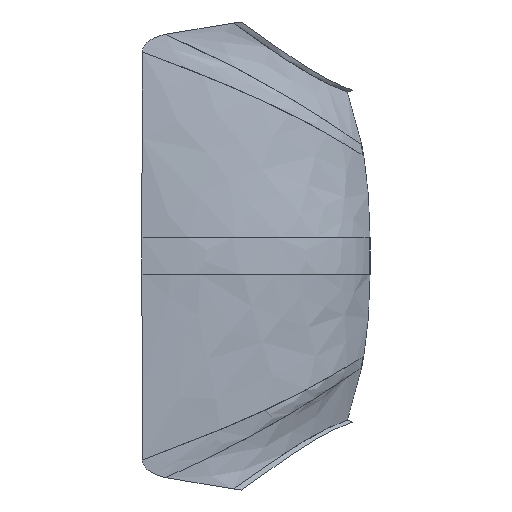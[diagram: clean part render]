
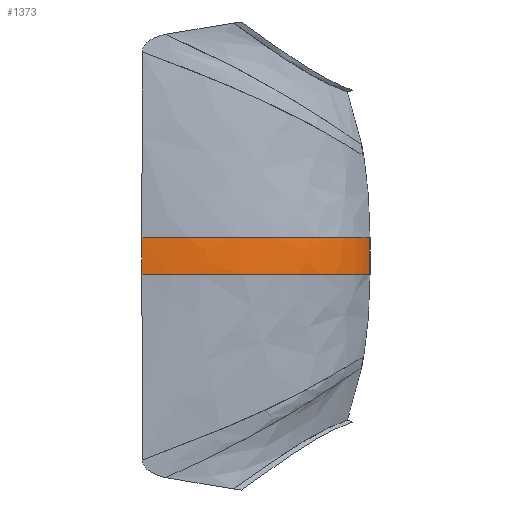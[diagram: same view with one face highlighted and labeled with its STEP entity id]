
A CAD part, top view. The second image highlights one B-rep face of the part: STEP entity #1373.
In plain terms, the highlighted free-form (B-spline) face has degree [5, 3] with [15, 4] control points.
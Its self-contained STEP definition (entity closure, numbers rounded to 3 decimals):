
#1373 = ADVANCED_FACE('',(#1374),#1434,.T.);
#1374 = FACE_BOUND('',#1375,.T.);
#1375 = EDGE_LOOP('',(#1376,#1398,#1407,#1427));
#1376 = ORIENTED_EDGE('',*,*,#1377,.T.);
#1377 = EDGE_CURVE('',#1378,#1380,#1382,.T.);
#1378 = VERTEX_POINT('',#1379);
#1379 = CARTESIAN_POINT('',(-210.655,77.589,
    1013.566));
#1380 = VERTEX_POINT('',#1381);
#1381 = CARTESIAN_POINT('',(748.715,77.572,
    581.101));
#1382 = B_SPLINE_CURVE_WITH_KNOTS('',5,(#1383,#1384,#1385,#1386,#1387,
    #1388,#1389,#1390,#1391,#1392,#1393,#1394,#1395,#1396,#1397),
  .UNSPECIFIED.,.F.,.F.,(6,3,3,3,6),(0.,245.906,645.821,
    809.267,1005.64),.UNSPECIFIED.);
#1383 = CARTESIAN_POINT('',(-210.655,77.589,
    1013.566));
#1384 = CARTESIAN_POINT('',(-156.186,77.579,
    1016.686));
#1385 = CARTESIAN_POINT('',(-101.507,77.558,
    1016.15));
#1386 = CARTESIAN_POINT('',(-47.225,77.542,
    1012.881));
#1387 = CARTESIAN_POINT('',(95.25,77.494,
    997.603));
#1388 = CARTESIAN_POINT('',(235.149,77.438,
    965.512));
#1389 = CARTESIAN_POINT('',(320.019,77.397,
    939.574));
#1390 = CARTESIAN_POINT('',(436.687,77.319,
    892.995));
#1391 = CARTESIAN_POINT('',(542.855,77.307,
    827.343));
#1392 = CARTESIAN_POINT('',(572.567,77.312,
    806.513));
#1393 = CARTESIAN_POINT('',(634.695,77.353,
    756.378));
#1394 = CARTESIAN_POINT('',(687.465,77.446,
    696.329));
#1395 = CARTESIAN_POINT('',(712.665,77.509,
    660.476));
#1396 = CARTESIAN_POINT('',(733.192,77.55,
    621.744));
#1397 = CARTESIAN_POINT('',(748.715,77.572,
    581.101));
#1398 = ORIENTED_EDGE('',*,*,#1399,.T.);
#1399 = EDGE_CURVE('',#1380,#1400,#1402,.T.);
#1400 = VERTEX_POINT('',#1401);
#1401 = CARTESIAN_POINT('',(748.715,-77.572,
    581.101));
#1402 = B_SPLINE_CURVE_WITH_KNOTS('',3,(#1403,#1404,#1405,#1406),
  .UNSPECIFIED.,.F.,.F.,(4,4),(0.,139.993),
  .PIECEWISE_BEZIER_KNOTS.);
#1403 = CARTESIAN_POINT('',(748.715,77.572,
    581.101));
#1404 = CARTESIAN_POINT('',(749.249,25.889,
    583.784));
#1405 = CARTESIAN_POINT('',(749.249,-25.889,
    583.784));
#1406 = CARTESIAN_POINT('',(748.715,-77.572,
    581.101));
#1407 = ORIENTED_EDGE('',*,*,#1408,.T.);
#1408 = EDGE_CURVE('',#1400,#1409,#1411,.T.);
#1409 = VERTEX_POINT('',#1410);
#1410 = CARTESIAN_POINT('',(-210.655,-77.589,
    1013.566));
#1411 = B_SPLINE_CURVE_WITH_KNOTS('',5,(#1412,#1413,#1414,#1415,#1416,
    #1417,#1418,#1419,#1420,#1421,#1422,#1423,#1424,#1425,#1426),
  .UNSPECIFIED.,.F.,.F.,(6,3,3,3,6),(0.,196.373,359.819,
    759.734,1005.64),.UNSPECIFIED.);
#1412 = CARTESIAN_POINT('',(748.715,-77.572,
    581.101));
#1413 = CARTESIAN_POINT('',(733.192,-77.55,
    621.744));
#1414 = CARTESIAN_POINT('',(712.665,-77.509,
    660.476));
#1415 = CARTESIAN_POINT('',(687.465,-77.446,
    696.329));
#1416 = CARTESIAN_POINT('',(634.695,-77.353,
    756.378));
#1417 = CARTESIAN_POINT('',(572.567,-77.312,
    806.513));
#1418 = CARTESIAN_POINT('',(542.855,-77.307,
    827.343));
#1419 = CARTESIAN_POINT('',(436.687,-77.319,
    892.995));
#1420 = CARTESIAN_POINT('',(320.019,-77.397,939.574
    ));
#1421 = CARTESIAN_POINT('',(235.149,-77.438,
    965.512));
#1422 = CARTESIAN_POINT('',(95.25,-77.494,
    997.603));
#1423 = CARTESIAN_POINT('',(-47.225,-77.542,
    1012.881));
#1424 = CARTESIAN_POINT('',(-101.507,-77.558,
    1016.15));
#1425 = CARTESIAN_POINT('',(-156.186,-77.579,
    1016.686));
#1426 = CARTESIAN_POINT('',(-210.655,-77.589,
    1013.566));
#1427 = ORIENTED_EDGE('',*,*,#1428,.T.);
#1428 = EDGE_CURVE('',#1409,#1378,#1429,.T.);
#1429 = B_SPLINE_CURVE_WITH_KNOTS('',3,(#1430,#1431,#1432,#1433),
  .UNSPECIFIED.,.F.,.F.,(4,4),(0.,139.993),
  .PIECEWISE_BEZIER_KNOTS.);
#1430 = CARTESIAN_POINT('',(-210.655,-77.589,
    1013.566));
#1431 = CARTESIAN_POINT('',(-210.656,-25.861,
    1014.018));
#1432 = CARTESIAN_POINT('',(-210.656,25.861,
    1014.018));
#1433 = CARTESIAN_POINT('',(-210.655,77.589,
    1013.566));
#1434 = B_SPLINE_SURFACE_WITH_KNOTS('',5,3,(
    (#1435,#1436,#1437,#1438)
    ,(#1439,#1440,#1441,#1442)
    ,(#1443,#1444,#1445,#1446)
    ,(#1447,#1448,#1449,#1450)
    ,(#1451,#1452,#1453,#1454)
    ,(#1455,#1456,#1457,#1458)
    ,(#1459,#1460,#1461,#1462)
    ,(#1463,#1464,#1465,#1466)
    ,(#1467,#1468,#1469,#1470)
    ,(#1471,#1472,#1473,#1474)
    ,(#1475,#1476,#1477,#1478)
    ,(#1479,#1480,#1481,#1482)
    ,(#1483,#1484,#1485,#1486)
    ,(#1487,#1488,#1489,#1490)
    ,(#1491,#1492,#1493,#1494
    )),.UNSPECIFIED.,.F.,.F.,.F.,(6,3,3,3,6),(4,4),(0.,245.906,
    645.821,809.267,1005.64),(0.,139.993),
  .UNSPECIFIED.);
#1435 = CARTESIAN_POINT('',(-210.655,77.589,
    1013.566));
#1436 = CARTESIAN_POINT('',(-210.656,25.861,
    1014.018));
#1437 = CARTESIAN_POINT('',(-210.656,-25.861,
    1014.018));
#1438 = CARTESIAN_POINT('',(-210.655,-77.589,
    1013.566));
#1439 = CARTESIAN_POINT('',(-156.186,77.579,
    1016.686));
#1440 = CARTESIAN_POINT('',(-156.316,25.852,
    1017.824));
#1441 = CARTESIAN_POINT('',(-156.316,-25.852,
    1017.824));
#1442 = CARTESIAN_POINT('',(-156.186,-77.579,
    1016.686));
#1443 = CARTESIAN_POINT('',(-101.507,77.558,
    1016.15));
#1444 = CARTESIAN_POINT('',(-101.665,25.829,
    1017.799));
#1445 = CARTESIAN_POINT('',(-101.665,-25.829,
    1017.799));
#1446 = CARTESIAN_POINT('',(-101.507,-77.558,
    1016.15));
#1447 = CARTESIAN_POINT('',(-47.225,77.542,
    1012.881));
#1448 = CARTESIAN_POINT('',(-47.371,25.81,
    1014.927));
#1449 = CARTESIAN_POINT('',(-47.371,-25.81,
    1014.927));
#1450 = CARTESIAN_POINT('',(-47.225,-77.542,
    1012.881));
#1451 = CARTESIAN_POINT('',(95.25,77.494,
    997.603));
#1452 = CARTESIAN_POINT('',(95.21,25.756,
    1000.574));
#1453 = CARTESIAN_POINT('',(95.21,-25.756,
    1000.574));
#1454 = CARTESIAN_POINT('',(95.25,-77.494,
    997.603));
#1455 = CARTESIAN_POINT('',(235.149,77.438,
    965.512));
#1456 = CARTESIAN_POINT('',(235.435,25.688,
    969.284));
#1457 = CARTESIAN_POINT('',(235.435,-25.688,
    969.284));
#1458 = CARTESIAN_POINT('',(235.149,-77.438,
    965.512));
#1459 = CARTESIAN_POINT('',(320.019,77.397,
    939.574));
#1460 = CARTESIAN_POINT('',(320.59,25.634,
    943.92));
#1461 = CARTESIAN_POINT('',(320.59,-25.634,
    943.92));
#1462 = CARTESIAN_POINT('',(320.019,-77.397,939.574
    ));
#1463 = CARTESIAN_POINT('',(436.687,77.319,
    892.995));
#1464 = CARTESIAN_POINT('',(438.001,25.525,
    898.103));
#1465 = CARTESIAN_POINT('',(438.001,-25.525,
    898.103));
#1466 = CARTESIAN_POINT('',(436.687,-77.319,
    892.995));
#1467 = CARTESIAN_POINT('',(542.855,77.307,
    827.343));
#1468 = CARTESIAN_POINT('',(544.75,25.519,
    832.435));
#1469 = CARTESIAN_POINT('',(544.75,-25.519,
    832.435));
#1470 = CARTESIAN_POINT('',(542.855,-77.307,
    827.343));
#1471 = CARTESIAN_POINT('',(572.567,77.312,
    806.513));
#1472 = CARTESIAN_POINT('',(574.596,25.531,
    811.515));
#1473 = CARTESIAN_POINT('',(574.596,-25.531,
    811.515));
#1474 = CARTESIAN_POINT('',(572.567,-77.312,
    806.513));
#1475 = CARTESIAN_POINT('',(634.695,77.353,
    756.378));
#1476 = CARTESIAN_POINT('',(636.87,25.594,
    760.973));
#1477 = CARTESIAN_POINT('',(636.87,-25.594,
    760.973));
#1478 = CARTESIAN_POINT('',(634.695,-77.353,
    756.378));
#1479 = CARTESIAN_POINT('',(687.465,77.446,
    696.329));
#1480 = CARTESIAN_POINT('',(689.347,25.718,
    700.165));
#1481 = CARTESIAN_POINT('',(689.347,-25.718,
    700.165));
#1482 = CARTESIAN_POINT('',(687.465,-77.446,
    696.329));
#1483 = CARTESIAN_POINT('',(712.665,77.509,
    660.476));
#1484 = CARTESIAN_POINT('',(714.219,25.798,
    663.823));
#1485 = CARTESIAN_POINT('',(714.219,-25.798,
    663.823));
#1486 = CARTESIAN_POINT('',(712.665,-77.509,
    660.476));
#1487 = CARTESIAN_POINT('',(733.192,77.55,
    621.744));
#1488 = CARTESIAN_POINT('',(734.234,25.855,
    624.677));
#1489 = CARTESIAN_POINT('',(734.234,-25.855,
    624.677));
#1490 = CARTESIAN_POINT('',(733.192,-77.55,
    621.744));
#1491 = CARTESIAN_POINT('',(748.715,77.572,
    581.101));
#1492 = CARTESIAN_POINT('',(749.249,25.889,
    583.784));
#1493 = CARTESIAN_POINT('',(749.249,-25.889,
    583.784));
#1494 = CARTESIAN_POINT('',(748.715,-77.572,
    581.101));
